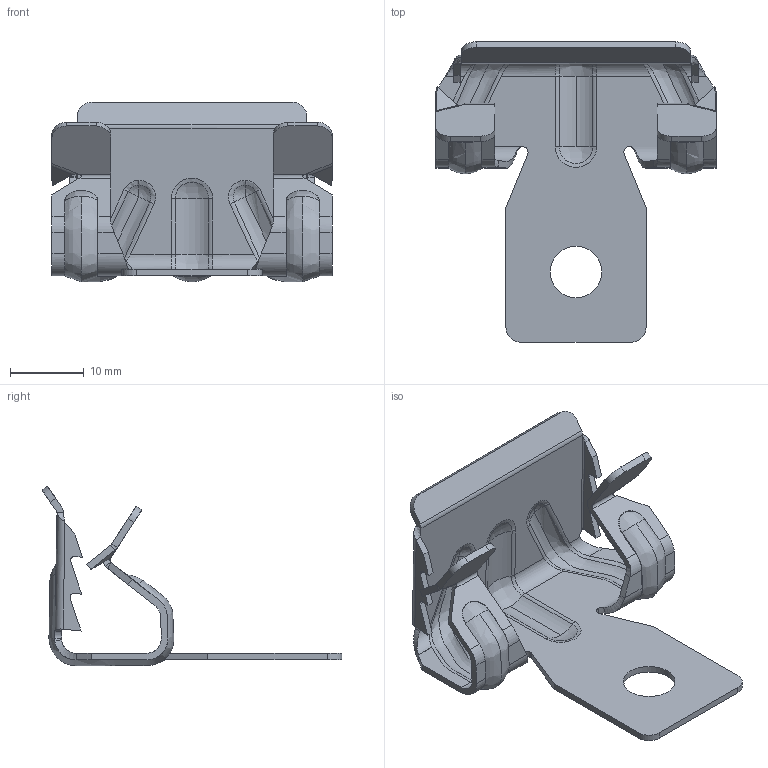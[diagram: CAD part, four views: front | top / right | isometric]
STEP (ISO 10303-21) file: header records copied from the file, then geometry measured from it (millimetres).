
FILE_DESCRIPTION (( 'STEP AP214' ), '1' );
FILE_NAME ('1483603.stp', '2017-08-08T12:48:28', ( '' ), ( '' ), 'SwSTEP 2.0', 'SolidWorks 2016', '' );
FILE_SCHEMA (( 'AUTOMOTIVE_DESIGN' ));
Length unit declared in the file: millimetre
Products named in the file (1): 1483603
Bounding box: 38.12 x 40.67 x 24.37 mm (x, y, z)
Volume: 1940.9 mm3; surface area: 4583.9 mm2
Topology: 1 solids, 1 shells, 233 faces, 603 edges, 365 vertices
Faces by surface type: plane 79, cylinder 78, bspline 76
Entity records: 17919 total; most frequent: CARTESIAN_POINT 13071, ORIENTED_EDGE 1190, DIRECTION 706, EDGE_CURVE 595, VERTEX_POINT 365, LINE 256, VECTOR 256, B_SPLINE_CURVE_WITH_KNOTS 250
